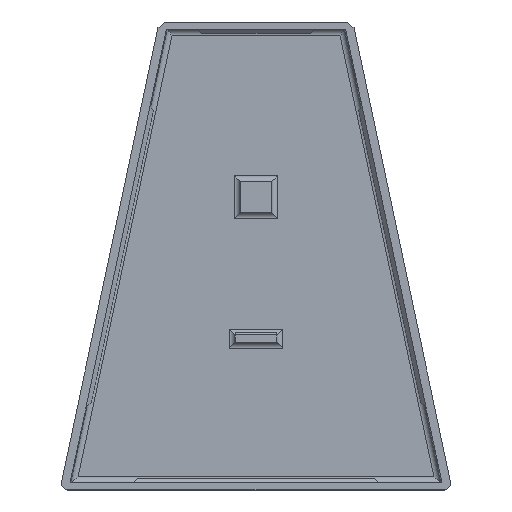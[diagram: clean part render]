
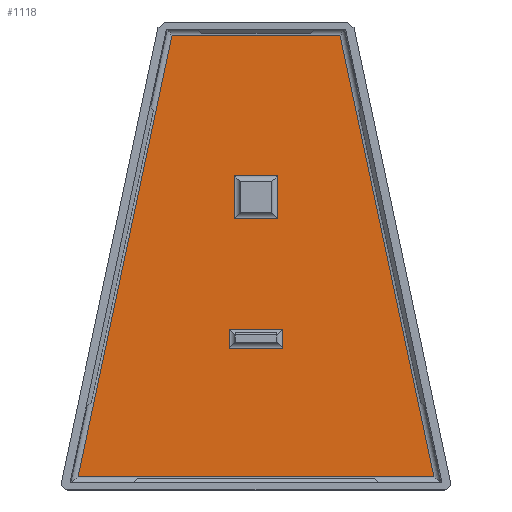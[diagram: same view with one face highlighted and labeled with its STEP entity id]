
A CAD part, top view. The second image highlights one B-rep face of the part: STEP entity #1118.
In plain terms, the highlighted planar face has unit normal (0, 0, 1).
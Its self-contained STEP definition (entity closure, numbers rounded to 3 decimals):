
#245 = VERTEX_POINT('',#246);
#246 = CARTESIAN_POINT('',(29.785,1.,0.));
#265 = VERTEX_POINT('',#266);
#266 = CARTESIAN_POINT('',(-29.785,1.,0.));
#273 = EDGE_CURVE('',#265,#245,#274,.T.);
#274 = LINE('',#275,#276);
#275 = CARTESIAN_POINT('',(-30.999,1.,0.));
#276 = VECTOR('',#277,1.);
#277 = DIRECTION('',(1.,0.,0.));
#925 = VERTEX_POINT('',#926);
#926 = CARTESIAN_POINT('',(14.066,74.953,
    0.));
#935 = EDGE_CURVE('',#925,#245,#936,.T.);
#936 = LINE('',#937,#938);
#937 = CARTESIAN_POINT('',(13.897,75.749,
    0.));
#938 = VECTOR('',#939,1.);
#939 = DIRECTION('',(0.208,-0.978,0.));
#950 = EDGE_CURVE('',#925,#951,#953,.T.);
#951 = VERTEX_POINT('',#952);
#952 = CARTESIAN_POINT('',(-14.066,74.953,
    0.));
#953 = LINE('',#954,#955);
#954 = CARTESIAN_POINT('',(14.855,74.953,
    0.));
#955 = VECTOR('',#956,1.);
#956 = DIRECTION('',(-1.,0.,0.));
#1118 = ADVANCED_FACE('',(#1119,#1130,#1164),#1198,.T.);
#1119 = FACE_BOUND('',#1120,.T.);
#1120 = EDGE_LOOP('',(#1121,#1122,#1128,#1129));
#1121 = ORIENTED_EDGE('',*,*,#950,.T.);
#1122 = ORIENTED_EDGE('',*,*,#1123,.T.);
#1123 = EDGE_CURVE('',#951,#265,#1124,.T.);
#1124 = LINE('',#1125,#1126);
#1125 = CARTESIAN_POINT('',(-13.897,75.749,
    0.));
#1126 = VECTOR('',#1127,1.);
#1127 = DIRECTION('',(-0.208,-0.978,0.));
#1128 = ORIENTED_EDGE('',*,*,#273,.T.);
#1129 = ORIENTED_EDGE('',*,*,#935,.F.);
#1130 = FACE_BOUND('',#1131,.T.);
#1131 = EDGE_LOOP('',(#1132,#1142,#1150,#1158));
#1132 = ORIENTED_EDGE('',*,*,#1133,.T.);
#1133 = EDGE_CURVE('',#1134,#1136,#1138,.T.);
#1134 = VERTEX_POINT('',#1135);
#1135 = CARTESIAN_POINT('',(4.5,22.553,0.));
#1136 = VERTEX_POINT('',#1137);
#1137 = CARTESIAN_POINT('',(-4.5,22.553,0.));
#1138 = LINE('',#1139,#1140);
#1139 = CARTESIAN_POINT('',(3.5,22.553,0.));
#1140 = VECTOR('',#1141,1.);
#1141 = DIRECTION('',(-1.,0.,0.));
#1142 = ORIENTED_EDGE('',*,*,#1143,.T.);
#1143 = EDGE_CURVE('',#1136,#1144,#1146,.T.);
#1144 = VERTEX_POINT('',#1145);
#1145 = CARTESIAN_POINT('',(-4.5,25.753,0.));
#1146 = LINE('',#1147,#1148);
#1147 = CARTESIAN_POINT('',(-4.5,23.553,0.));
#1148 = VECTOR('',#1149,1.);
#1149 = DIRECTION('',(0.,1.,0.));
#1150 = ORIENTED_EDGE('',*,*,#1151,.T.);
#1151 = EDGE_CURVE('',#1144,#1152,#1154,.T.);
#1152 = VERTEX_POINT('',#1153);
#1153 = CARTESIAN_POINT('',(4.5,25.753,0.));
#1154 = LINE('',#1155,#1156);
#1155 = CARTESIAN_POINT('',(-3.5,25.753,0.));
#1156 = VECTOR('',#1157,1.);
#1157 = DIRECTION('',(1.,0.,0.));
#1158 = ORIENTED_EDGE('',*,*,#1159,.T.);
#1159 = EDGE_CURVE('',#1152,#1134,#1160,.T.);
#1160 = LINE('',#1161,#1162);
#1161 = CARTESIAN_POINT('',(4.5,24.753,0.));
#1162 = VECTOR('',#1163,1.);
#1163 = DIRECTION('',(0.,-1.,0.));
#1164 = FACE_BOUND('',#1165,.T.);
#1165 = EDGE_LOOP('',(#1166,#1176,#1184,#1192));
#1166 = ORIENTED_EDGE('',*,*,#1167,.F.);
#1167 = EDGE_CURVE('',#1168,#1170,#1172,.T.);
#1168 = VERTEX_POINT('',#1169);
#1169 = CARTESIAN_POINT('',(-3.625,51.453,0.));
#1170 = VERTEX_POINT('',#1171);
#1171 = CARTESIAN_POINT('',(-3.625,44.203,0.));
#1172 = LINE('',#1173,#1174);
#1173 = CARTESIAN_POINT('',(-3.625,50.453,0.));
#1174 = VECTOR('',#1175,1.);
#1175 = DIRECTION('',(0.,-1.,0.));
#1176 = ORIENTED_EDGE('',*,*,#1177,.F.);
#1177 = EDGE_CURVE('',#1178,#1168,#1180,.T.);
#1178 = VERTEX_POINT('',#1179);
#1179 = CARTESIAN_POINT('',(3.625,51.453,0.));
#1180 = LINE('',#1181,#1182);
#1181 = CARTESIAN_POINT('',(2.625,51.453,0.));
#1182 = VECTOR('',#1183,1.);
#1183 = DIRECTION('',(-1.,0.,0.));
#1184 = ORIENTED_EDGE('',*,*,#1185,.F.);
#1185 = EDGE_CURVE('',#1186,#1178,#1188,.T.);
#1186 = VERTEX_POINT('',#1187);
#1187 = CARTESIAN_POINT('',(3.625,44.203,0.));
#1188 = LINE('',#1189,#1190);
#1189 = CARTESIAN_POINT('',(3.625,45.203,0.));
#1190 = VECTOR('',#1191,1.);
#1191 = DIRECTION('',(0.,1.,0.));
#1192 = ORIENTED_EDGE('',*,*,#1193,.F.);
#1193 = EDGE_CURVE('',#1170,#1186,#1194,.T.);
#1194 = LINE('',#1195,#1196);
#1195 = CARTESIAN_POINT('',(-2.625,44.203,0.));
#1196 = VECTOR('',#1197,1.);
#1197 = DIRECTION('',(1.,0.,0.));
#1198 = PLANE('',#1199);
#1199 = AXIS2_PLACEMENT_3D('',#1200,#1201,#1202);
#1200 = CARTESIAN_POINT('',(0.,33.024,0.));
#1201 = DIRECTION('',(0.,0.,1.));
#1202 = DIRECTION('',(1.,0.,0.));
